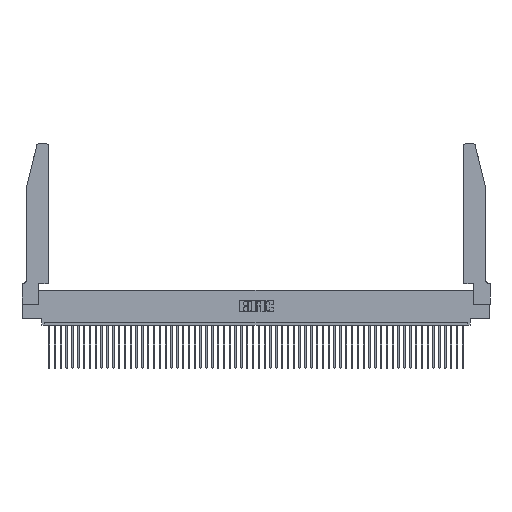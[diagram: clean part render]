
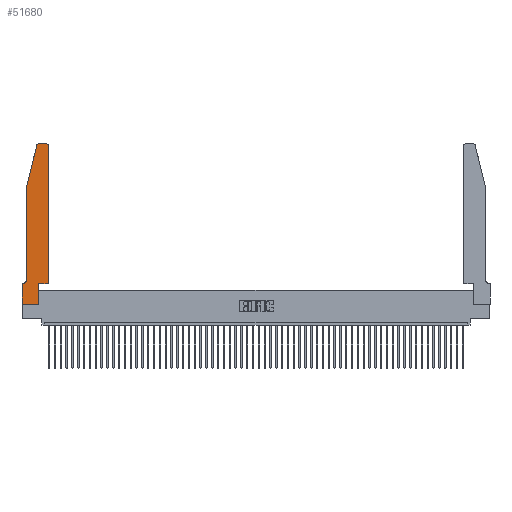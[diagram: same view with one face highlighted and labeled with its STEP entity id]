
A CAD part, top view. The second image highlights one B-rep face of the part: STEP entity #51680.
In plain terms, the highlighted planar face has unit normal (0, 0, 1).
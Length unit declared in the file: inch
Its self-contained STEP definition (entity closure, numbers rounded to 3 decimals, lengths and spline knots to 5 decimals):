
#840 = CARTESIAN_POINT ( 'NONE',  ( 0.284, 2.72, 0.37 ) ) ;
#1000 = DIRECTION ( 'NONE',  ( 1., 0., 0. ) ) ;
#3947 = CIRCLE ( 'NONE', #11470, 0.03 ) ;
#4479 = EDGE_CURVE ( 'NONE', #5697, #40183, #30042, .T. ) ;
#4863 = VECTOR ( 'NONE', #1000, 39.37008 ) ;
#4968 = LINE ( 'NONE', #14002, #4863 ) ;
#5092 = DIRECTION ( 'NONE',  ( 1., 0., 0. ) ) ;
#5093 = VERTEX_POINT ( 'NONE', #41476 ) ;
#5574 = AXIS2_PLACEMENT_3D ( 'NONE', #16753, #21017, #29595 ) ;
#5697 = VERTEX_POINT ( 'NONE', #50900 ) ;
#6380 = DIRECTION ( 'NONE',  ( -1., 0., 0. ) ) ;
#8840 = CARTESIAN_POINT ( 'NONE',  ( 0., 0., 0.37 ) ) ;
#8853 = ORIENTED_EDGE ( 'NONE', *, *, #43635, .T. ) ;
#10322 = LINE ( 'NONE', #45032, #46206 ) ;
#10506 = CARTESIAN_POINT ( 'NONE',  ( 0.0755, 0.42, 0.37 ) ) ;
#11470 = AXIS2_PLACEMENT_3D ( 'NONE', #51061, #22782, #41931 ) ;
#11813 = VERTEX_POINT ( 'NONE', #8840 ) ;
#13721 = CARTESIAN_POINT ( 'NONE',  ( 0.2865, 0.35, 0.37 ) ) ;
#13760 = LINE ( 'NONE', #50682, #38999 ) ;
#14002 = CARTESIAN_POINT ( 'NONE',  ( 0.4505, 0.35, 0.37 ) ) ;
#14966 = VECTOR ( 'NONE', #23835, 39.37008 ) ;
#16753 = CARTESIAN_POINT ( 'NONE',  ( 0.0055, 0.42, 0.37 ) ) ;
#16783 = CARTESIAN_POINT ( 'NONE',  ( 0., 0., 0.37 ) ) ;
#17029 = LINE ( 'NONE', #16783, #45651 ) ;
#17216 = DIRECTION ( 'NONE',  ( 0., -1., 0. ) ) ;
#18544 = CARTESIAN_POINT ( 'NONE',  ( 0.4505, 0.35, 0.37 ) ) ;
#18707 = VECTOR ( 'NONE', #49909, 39.37008 ) ;
#19857 = ORIENTED_EDGE ( 'NONE', *, *, #51745, .T. ) ;
#19949 = VERTEX_POINT ( 'NONE', #10506 ) ;
#21017 = DIRECTION ( 'NONE',  ( 0., 0., -1. ) ) ;
#21066 = PLANE ( 'NONE',  #47275 ) ;
#21548 = EDGE_CURVE ( 'NONE', #29984, #40206, #3947, .T. ) ;
#21967 = DIRECTION ( 'NONE',  ( 0., 0., 1. ) ) ;
#22675 = VECTOR ( 'NONE', #6380, 39.37008 ) ;
#22782 = DIRECTION ( 'NONE',  ( 0., 0., 1. ) ) ;
#22947 = VERTEX_POINT ( 'NONE', #49873 ) ;
#23167 = EDGE_CURVE ( 'NONE', #11813, #5093, #17029, .T. ) ;
#23488 = CARTESIAN_POINT ( 'NONE',  ( 0.284, 2.75, 0.37 ) ) ;
#23835 = DIRECTION ( 'NONE',  ( 0., 1., 0. ) ) ;
#24686 = ORIENTED_EDGE ( 'NONE', *, *, #27769, .T. ) ;
#25134 = ORIENTED_EDGE ( 'NONE', *, *, #35840, .T. ) ;
#25156 = DIRECTION ( 'NONE',  ( 0., 0., 1. ) ) ;
#25530 = CARTESIAN_POINT ( 'NONE',  ( 0., 0.35, 0.37 ) ) ;
#25709 = EDGE_CURVE ( 'NONE', #40206, #27163, #49950, .T. ) ;
#26258 = LINE ( 'NONE', #44707, #14966 ) ;
#26821 = FACE_OUTER_BOUND ( 'NONE', #47310, .T. ) ;
#27163 = VERTEX_POINT ( 'NONE', #23488 ) ;
#27199 = CARTESIAN_POINT ( 'NONE',  ( 0.2605, 2.75, 0.37 ) ) ;
#27306 = CARTESIAN_POINT ( 'NONE',  ( 0.0055, 0.35, 0.37 ) ) ;
#27585 = VERTEX_POINT ( 'NONE', #27306 ) ;
#27680 = ORIENTED_EDGE ( 'NONE', *, *, #4479, .T. ) ;
#27769 = EDGE_CURVE ( 'NONE', #19949, #27585, #51095, .T. ) ;
#28862 = AXIS2_PLACEMENT_3D ( 'NONE', #840, #21967, #5092 ) ;
#29486 = VECTOR ( 'NONE', #31092, 39.37008 ) ;
#29595 = DIRECTION ( 'NONE',  ( -1., 0., 0. ) ) ;
#29794 = DIRECTION ( 'NONE',  ( 1., 0., 0. ) ) ;
#29984 = VERTEX_POINT ( 'NONE', #45726 ) ;
#30042 = LINE ( 'NONE', #53627, #18707 ) ;
#30180 = DIRECTION ( 'NONE',  ( 1., 0., 0. ) ) ;
#31092 = DIRECTION ( 'NONE',  ( -1., 0., 0. ) ) ;
#33050 = EDGE_CURVE ( 'NONE', #35943, #52417, #4968, .T. ) ;
#33234 = ORIENTED_EDGE ( 'NONE', *, *, #33050, .T. ) ;
#33941 = ORIENTED_EDGE ( 'NONE', *, *, #23167, .T. ) ;
#34925 = DIRECTION ( 'NONE',  ( 0., -1., 0. ) ) ;
#35198 = CARTESIAN_POINT ( 'NONE',  ( 0.0755, 0.35, 0.37 ) ) ;
#35840 = EDGE_CURVE ( 'NONE', #40183, #19949, #13760, .T. ) ;
#35943 = VERTEX_POINT ( 'NONE', #13721 ) ;
#36571 = ORIENTED_EDGE ( 'NONE', *, *, #54769, .T. ) ;
#38501 = VECTOR ( 'NONE', #34925, 39.37008 ) ;
#38756 = ORIENTED_EDGE ( 'NONE', *, *, #43318, .T. ) ;
#38991 = CARTESIAN_POINT ( 'NONE',  ( 0., 0., 0.37 ) ) ;
#38999 = VECTOR ( 'NONE', #17216, 39.37008 ) ;
#39040 = ORIENTED_EDGE ( 'NONE', *, *, #25709, .T. ) ;
#40183 = VERTEX_POINT ( 'NONE', #44825 ) ;
#40206 = VERTEX_POINT ( 'NONE', #48705 ) ;
#40618 = EDGE_CURVE ( 'NONE', #22947, #11813, #49803, .T. ) ;
#41476 = CARTESIAN_POINT ( 'NONE',  ( 0.2865, 0., 0.37 ) ) ;
#41829 = ORIENTED_EDGE ( 'NONE', *, *, #21548, .T. ) ;
#41931 = DIRECTION ( 'NONE',  ( 1., 0., 0. ) ) ;
#43010 = ORIENTED_EDGE ( 'NONE', *, *, #40618, .T. ) ;
#43318 = EDGE_CURVE ( 'NONE', #52417, #29984, #26258, .T. ) ;
#43635 = EDGE_CURVE ( 'NONE', #27163, #5697, #48809, .T. ) ;
#44707 = CARTESIAN_POINT ( 'NONE',  ( 0.4505, 0.35, 0.37 ) ) ;
#44825 = CARTESIAN_POINT ( 'NONE',  ( 0.0755, 2., 0.37 ) ) ;
#45032 = CARTESIAN_POINT ( 'NONE',  ( 0.2865, 0.35, 0.37 ) ) ;
#45651 = VECTOR ( 'NONE', #29794, 39.37008 ) ;
#45726 = CARTESIAN_POINT ( 'NONE',  ( 0.4505, 2.72, 0.37 ) ) ;
#46206 = VECTOR ( 'NONE', #53556, 39.37008 ) ;
#47275 = AXIS2_PLACEMENT_3D ( 'NONE', #25530, #25156, #30180 ) ;
#47310 = EDGE_LOOP ( 'NONE', ( #39040, #8853, #27680, #25134, #24686, #19857, #43010, #33941, #36571, #33234, #38756, #41829 ) ) ;
#48705 = CARTESIAN_POINT ( 'NONE',  ( 0.4205, 2.75, 0.37 ) ) ;
#48809 = CIRCLE ( 'NONE', #28862, 0.03 ) ;
#49803 = LINE ( 'NONE', #38991, #38501 ) ;
#49873 = CARTESIAN_POINT ( 'NONE',  ( 0., 0.35, 0.37 ) ) ;
#49909 = DIRECTION ( 'NONE',  ( -0.239, -0.971, 0. ) ) ;
#49950 = LINE ( 'NONE', #27199, #22675 ) ;
#50682 = CARTESIAN_POINT ( 'NONE',  ( 0.0755, 2., 0.37 ) ) ;
#50900 = CARTESIAN_POINT ( 'NONE',  ( 0.25487, 2.72718, 0.37 ) ) ;
#51061 = CARTESIAN_POINT ( 'NONE',  ( 0.4205, 2.72, 0.37 ) ) ;
#51095 = CIRCLE ( 'NONE', #5574, 0.07 ) ;
#51680 = ADVANCED_FACE ( 'NONE', ( #26821 ), #21066, .T. ) ;
#51745 = EDGE_CURVE ( 'NONE', #27585, #22947, #52072, .T. ) ;
#52072 = LINE ( 'NONE', #35198, #29486 ) ;
#52417 = VERTEX_POINT ( 'NONE', #18544 ) ;
#53556 = DIRECTION ( 'NONE',  ( 0., 1., 0. ) ) ;
#53627 = CARTESIAN_POINT ( 'NONE',  ( 0.0755, 2., 0.37 ) ) ;
#54769 = EDGE_CURVE ( 'NONE', #5093, #35943, #10322, .T. ) ;
